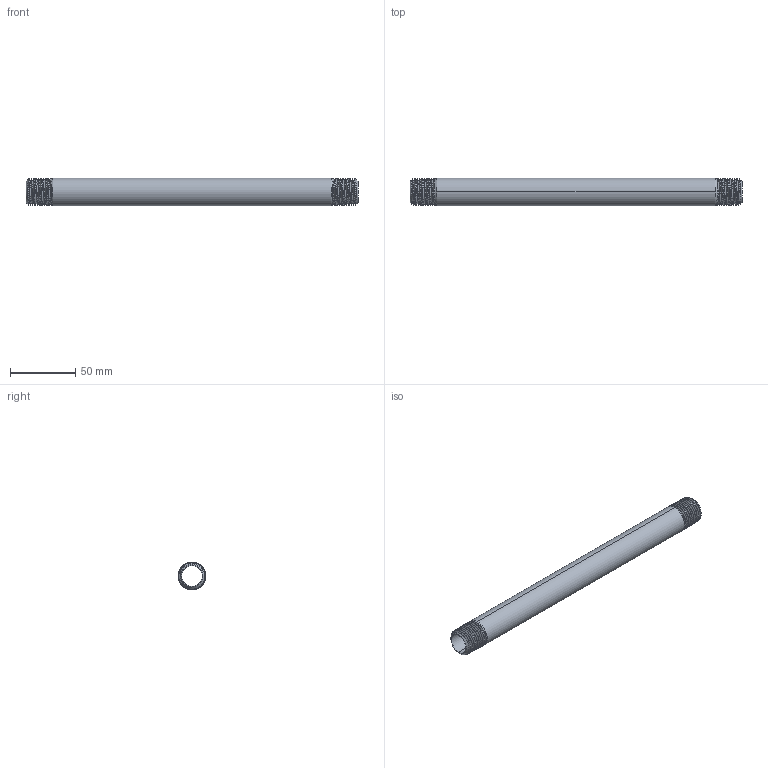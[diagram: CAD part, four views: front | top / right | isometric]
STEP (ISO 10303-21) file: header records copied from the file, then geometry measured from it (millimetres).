
FILE_DESCRIPTION (( 'STEP AP203' ), '1' );
FILE_NAME ('4548K181.step', '2011-01-04T13:48:41', ( ' ' ), ( ' ' ), 'SwSTEP 2.0', 'SolidWorks 2007', '' );
FILE_SCHEMA (( 'CONFIG_CONTROL_DESIGN' ));
Length unit declared in the file: inch
Products named in the file (1): 4548K181
Bounding box: 254 x 21.34 x 21.34 mm (x, y, z)
Volume: 38694.2 mm3; surface area: 31149.6 mm2
Topology: 1 solids, 1 shells, 68 faces, 374 edges, 308 vertices
Faces by surface type: cone 54, bspline 8, cylinder 4, plane 2
Entity records: 12871 total; most frequent: CARTESIAN_POINT 10357, ORIENTED_EDGE 748, EDGE_CURVE 374, VERTEX_POINT 308, B_SPLINE_CURVE_WITH_KNOTS 300, DIRECTION 216, AXIS2_PLACEMENT_3D 81, EDGE_LOOP 70
